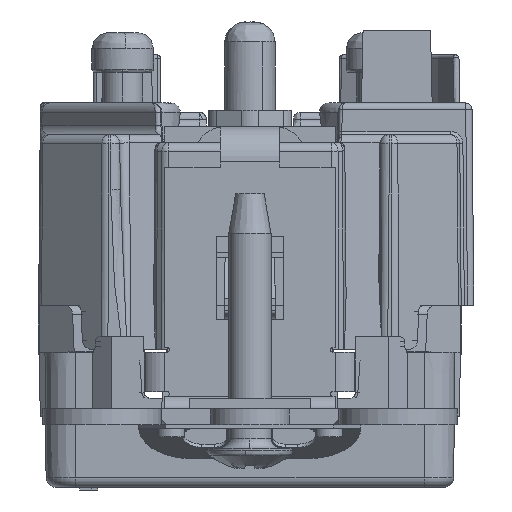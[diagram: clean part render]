
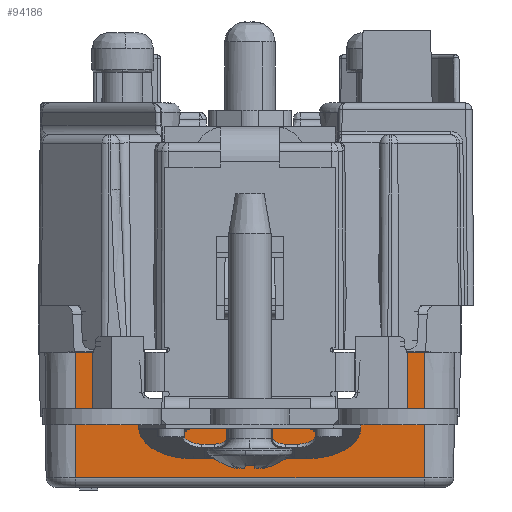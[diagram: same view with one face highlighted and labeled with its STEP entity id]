
A CAD part, front view. The second image highlights one B-rep face of the part: STEP entity #94186.
In plain terms, the highlighted planar face has unit normal (0, -1, -0.009).
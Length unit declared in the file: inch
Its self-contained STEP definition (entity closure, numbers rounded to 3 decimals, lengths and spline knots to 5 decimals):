
#6318 = VERTEX_POINT ( 'NONE', #18904 ) ;
#6692 = ORIENTED_EDGE ( 'NONE', *, *, #9268, .F. ) ;
#9268 = EDGE_CURVE ( 'NONE', #12191, #6318, #88501, .T. ) ;
#9300 = DIRECTION ( 'NONE',  ( 1., 0., 0. ) ) ;
#11908 = VERTEX_POINT ( 'NONE', #54045 ) ;
#12191 = VERTEX_POINT ( 'NONE', #53603 ) ;
#14221 = CARTESIAN_POINT ( 'NONE',  ( -0.552, -1.305, -0.73732 ) ) ;
#14970 = LINE ( 'NONE', #24048, #60063 ) ;
#18904 = CARTESIAN_POINT ( 'NONE',  ( 0.4998, -1.30874, -0.30828 ) ) ;
#19905 = CARTESIAN_POINT ( 'NONE',  ( -0.49805, -1.30695, -0.51432 ) ) ;
#21960 = EDGE_CURVE ( 'NONE', #6318, #47160, #92853, .T. ) ;
#22636 = ORIENTED_EDGE ( 'NONE', *, *, #23948, .T. ) ;
#23948 = EDGE_CURVE ( 'NONE', #11908, #48310, #59916, .T. ) ;
#24048 = CARTESIAN_POINT ( 'NONE',  ( 0.552, -1.305, -0.73732 ) ) ;
#25491 = DIRECTION ( 'NONE',  ( -1., 0., 0. ) ) ;
#26209 = CARTESIAN_POINT ( 'NONE',  ( 0.552, -1.30874, -0.30828 ) ) ;
#27284 = CARTESIAN_POINT ( 'NONE',  ( -0.86957, -1.30874, -0.30828 ) ) ;
#32943 = DIRECTION ( 'NONE',  ( 0., 0.009, -1. ) ) ;
#34257 = ORIENTED_EDGE ( 'NONE', *, *, #101473, .T. ) ;
#40655 = VECTOR ( 'NONE', #106746, 39.37008 ) ;
#41919 = FACE_OUTER_BOUND ( 'NONE', #117198, .T. ) ;
#42191 = VECTOR ( 'NONE', #111913, 39.37008 ) ;
#43537 = VECTOR ( 'NONE', #32943, 39.37008 ) ;
#44691 = CARTESIAN_POINT ( 'NONE',  ( 0.49904, -1.30691, -0.51844 ) ) ;
#46261 = EDGE_CURVE ( 'NONE', #74381, #47160, #14970, .T. ) ;
#46405 = VECTOR ( 'NONE', #25491, 39.37008 ) ;
#47160 = VERTEX_POINT ( 'NONE', #26209 ) ;
#48310 = VERTEX_POINT ( 'NONE', #107246 ) ;
#49194 = ORIENTED_EDGE ( 'NONE', *, *, #91510, .F. ) ;
#51244 = EDGE_CURVE ( 'NONE', #68258, #11908, #80062, .T. ) ;
#51399 = VECTOR ( 'NONE', #115155, 39.37008 ) ;
#52409 = ORIENTED_EDGE ( 'NONE', *, *, #62937, .T. ) ;
#53603 = CARTESIAN_POINT ( 'NONE',  ( 0.49905, -1.30695, -0.51432 ) ) ;
#53889 = CARTESIAN_POINT ( 'NONE',  ( 0.552, -1.30526, -0.70758 ) ) ;
#54045 = CARTESIAN_POINT ( 'NONE',  ( -0.552, -1.30874, -0.30828 ) ) ;
#59519 = CARTESIAN_POINT ( 'NONE',  ( -0.49803, -1.30688, -0.52139 ) ) ;
#59916 = LINE ( 'NONE', #14221, #43537 ) ;
#60063 = VECTOR ( 'NONE', #61232, 39.37008 ) ;
#61232 = DIRECTION ( 'NONE',  ( 0., -0.009, 1. ) ) ;
#62937 = EDGE_CURVE ( 'NONE', #12191, #85346, #116310, .T. ) ;
#64024 = DIRECTION ( 'NONE',  ( 0., 0.009, -1. ) ) ;
#68258 = VERTEX_POINT ( 'NONE', #88134 ) ;
#71049 = DIRECTION ( 'NONE',  ( 0.004, -0.009, 1. ) ) ;
#73167 = AXIS2_PLACEMENT_3D ( 'NONE', #108362, #117332, #64024 ) ;
#73183 = ORIENTED_EDGE ( 'NONE', *, *, #46261, .T. ) ;
#73561 = CARTESIAN_POINT ( 'NONE',  ( 0.82421, -1.30526, -0.70758 ) ) ;
#74381 = VERTEX_POINT ( 'NONE', #53889 ) ;
#75335 = LINE ( 'NONE', #73561, #42191 ) ;
#80062 = LINE ( 'NONE', #27284, #46405 ) ;
#81346 = VECTOR ( 'NONE', #9300, 39.37008 ) ;
#82620 = ORIENTED_EDGE ( 'NONE', *, *, #51244, .T. ) ;
#83936 = ORIENTED_EDGE ( 'NONE', *, *, #21960, .F. ) ;
#85346 = VERTEX_POINT ( 'NONE', #19905 ) ;
#86322 = PLANE ( 'NONE',  #73167 ) ;
#88134 = CARTESIAN_POINT ( 'NONE',  ( -0.4988, -1.30874, -0.30828 ) ) ;
#88501 = LINE ( 'NONE', #44691, #103656 ) ;
#90643 = CARTESIAN_POINT ( 'NONE',  ( 0.82421, -1.30695, -0.51432 ) ) ;
#91510 = EDGE_CURVE ( 'NONE', #68258, #85346, #114000, .T. ) ;
#92853 = LINE ( 'NONE', #100620, #81346 ) ;
#94186 = ADVANCED_FACE ( 'NONE', ( #41919 ), #86322, .T. ) ;
#100620 = CARTESIAN_POINT ( 'NONE',  ( 0.49726, -1.30874, -0.30828 ) ) ;
#101473 = EDGE_CURVE ( 'NONE', #48310, #74381, #75335, .T. ) ;
#103656 = VECTOR ( 'NONE', #71049, 39.37008 ) ;
#106746 = DIRECTION ( 'NONE',  ( -1., 0., 0. ) ) ;
#107246 = CARTESIAN_POINT ( 'NONE',  ( -0.552, -1.30526, -0.70758 ) ) ;
#108362 = CARTESIAN_POINT ( 'NONE',  ( 0.82421, -1.305, -0.73732 ) ) ;
#111913 = DIRECTION ( 'NONE',  ( 1., 0., 0. ) ) ;
#114000 = LINE ( 'NONE', #59519, #51399 ) ;
#115155 = DIRECTION ( 'NONE',  ( 0.004, 0.009, -1. ) ) ;
#116310 = LINE ( 'NONE', #90643, #40655 ) ;
#117198 = EDGE_LOOP ( 'NONE', ( #22636, #34257, #73183, #83936, #6692, #52409, #49194, #82620 ) ) ;
#117332 = DIRECTION ( 'NONE',  ( 0., -1., -0.009 ) ) ;
